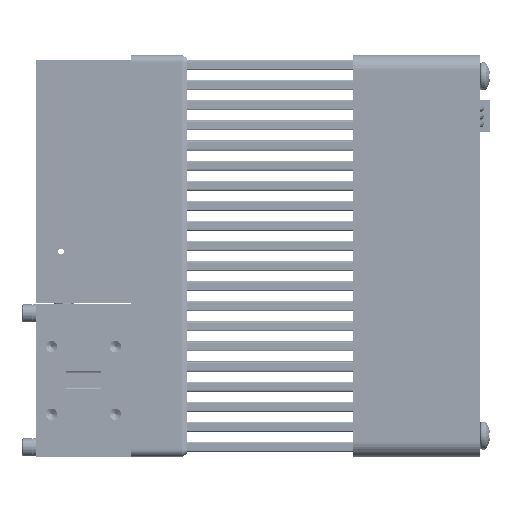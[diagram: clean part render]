
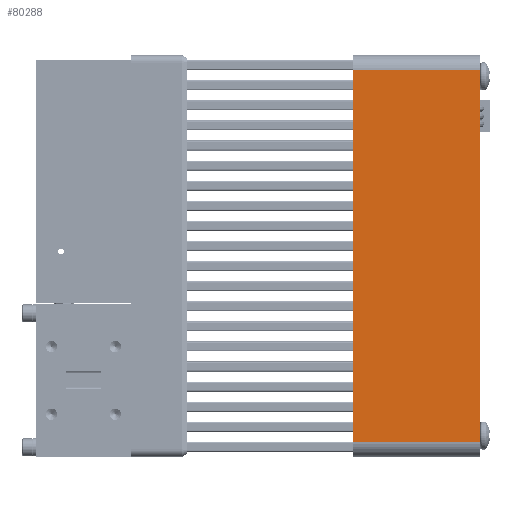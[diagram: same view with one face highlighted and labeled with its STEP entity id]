
A CAD part, left-side view. The second image highlights one B-rep face of the part: STEP entity #80288.
In plain terms, the highlighted planar face has unit normal (-1, 0, 0).
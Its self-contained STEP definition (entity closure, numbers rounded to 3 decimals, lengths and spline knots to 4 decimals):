
#9276 = LINE ( 'NONE', #11924, #37684 ) ;
#11924 = CARTESIAN_POINT ( 'NONE',  ( -1.5748, -2.6548, 1.5748 ) ) ;
#15120 = VERTEX_POINT ( 'NONE', #160286 ) ;
#21791 = DIRECTION ( 'NONE',  ( 0., 0., -1. ) ) ;
#34728 = LINE ( 'NONE', #334469, #38990 ) ;
#37684 = VECTOR ( 'NONE', #59879, 39.3701 ) ;
#38990 = VECTOR ( 'NONE', #21791, 39.3701 ) ;
#40270 = CARTESIAN_POINT ( 'NONE',  ( -1.5748, -2.6548, -1.4567 ) ) ;
#42014 = VERTEX_POINT ( 'NONE', #218067 ) ;
#52151 = VECTOR ( 'NONE', #234733, 39.3701 ) ;
#52750 = CARTESIAN_POINT ( 'NONE',  ( -1.5748, -2.6548, -1.4567 ) ) ;
#59879 = DIRECTION ( 'NONE',  ( 0., 0., -1. ) ) ;
#80288 = ADVANCED_FACE ( 'NONE', ( #282454 ), #166327, .F. ) ;
#89391 = EDGE_CURVE ( 'NONE', #42014, #118804, #9276, .T. ) ;
#90467 = ORIENTED_EDGE ( 'NONE', *, *, #199475, .T. ) ;
#102971 = DIRECTION ( 'NONE',  ( 0., -1., 0. ) ) ;
#104416 = EDGE_CURVE ( 'NONE', #255280, #15120, #34728, .T. ) ;
#118804 = VERTEX_POINT ( 'NONE', #40270 ) ;
#125818 = LINE ( 'NONE', #263217, #52151 ) ;
#141801 = ORIENTED_EDGE ( 'NONE', *, *, #89391, .F. ) ;
#160286 = CARTESIAN_POINT ( 'NONE',  ( -1.5748, -1.6548, -1.4567 ) ) ;
#166327 = PLANE ( 'NONE',  #323144 ) ;
#169599 = DIRECTION ( 'NONE',  ( 0., 0., 1. ) ) ;
#191646 = VECTOR ( 'NONE', #102971, 39.3701 ) ;
#194392 = ORIENTED_EDGE ( 'NONE', *, *, #322113, .T. ) ;
#198156 = ORIENTED_EDGE ( 'NONE', *, *, #104416, .T. ) ;
#199475 = EDGE_CURVE ( 'NONE', #15120, #118804, #338526, .T. ) ;
#218067 = CARTESIAN_POINT ( 'NONE',  ( -1.5748, -2.6548, 1.4567 ) ) ;
#220048 = CARTESIAN_POINT ( 'NONE',  ( -1.5748, -2.6548, 1.5748 ) ) ;
#222723 = EDGE_LOOP ( 'NONE', ( #141801, #194392, #198156, #90467 ) ) ;
#234733 = DIRECTION ( 'NONE',  ( 0., 1., 0. ) ) ;
#255280 = VERTEX_POINT ( 'NONE', #314023 ) ;
#256694 = DIRECTION ( 'NONE',  ( 1., 0., 0. ) ) ;
#263217 = CARTESIAN_POINT ( 'NONE',  ( -1.5748, -2.6548, 1.4567 ) ) ;
#282454 = FACE_OUTER_BOUND ( 'NONE', #222723, .T. ) ;
#314023 = CARTESIAN_POINT ( 'NONE',  ( -1.5748, -1.6548, 1.4567 ) ) ;
#322113 = EDGE_CURVE ( 'NONE', #42014, #255280, #125818, .T. ) ;
#323144 = AXIS2_PLACEMENT_3D ( 'NONE', #220048, #256694, #169599 ) ;
#334469 = CARTESIAN_POINT ( 'NONE',  ( -1.5748, -1.6548, 1.5748 ) ) ;
#338526 = LINE ( 'NONE', #52750, #191646 ) ;
